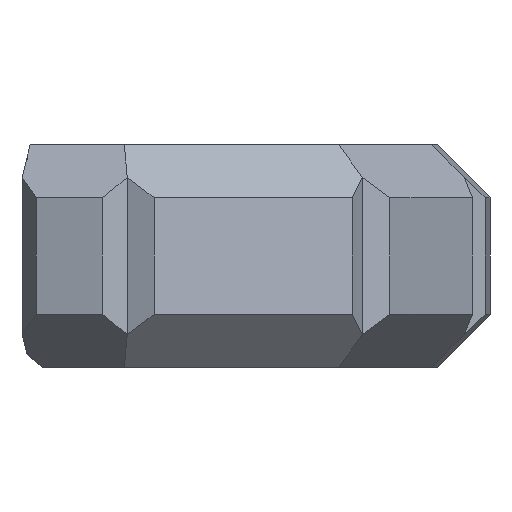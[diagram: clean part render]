
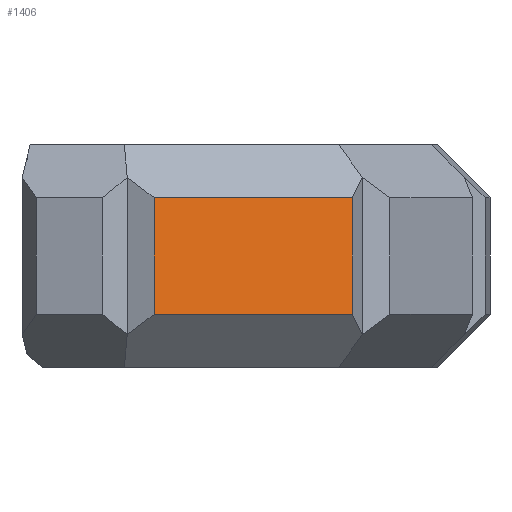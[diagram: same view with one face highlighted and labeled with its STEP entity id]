
A CAD part, left-side view. The second image highlights one B-rep face of the part: STEP entity #1406.
In plain terms, the highlighted planar face has unit normal (-0.908, -0.418, 0).
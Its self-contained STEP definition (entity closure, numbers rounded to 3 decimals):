
#104=FACE_OUTER_BOUND('',#178,.T.);
#178=EDGE_LOOP('',(#1008,#1009,#1010,#1011));
#291=LINE('',#2017,#483);
#294=LINE('',#2023,#486);
#298=LINE('',#2030,#490);
#299=LINE('',#2031,#491);
#483=VECTOR('',#1645,10.);
#486=VECTOR('',#1650,10.);
#490=VECTOR('',#1656,10.);
#491=VECTOR('',#1657,10.);
#664=VERTEX_POINT('',#2015);
#665=VERTEX_POINT('',#2016);
#666=VERTEX_POINT('',#2021);
#667=VERTEX_POINT('',#2022);
#795=EDGE_CURVE('',#664,#665,#291,.T.);
#798=EDGE_CURVE('',#666,#667,#294,.T.);
#802=EDGE_CURVE('',#667,#664,#298,.T.);
#803=EDGE_CURVE('',#665,#666,#299,.T.);
#1008=ORIENTED_EDGE('',*,*,#795,.F.);
#1009=ORIENTED_EDGE('',*,*,#802,.F.);
#1010=ORIENTED_EDGE('',*,*,#798,.F.);
#1011=ORIENTED_EDGE('',*,*,#803,.F.);
#1332=PLANE('',#1500);
#1406=ADVANCED_FACE('',(#104),#1332,.T.);
#1500=AXIS2_PLACEMENT_3D('',#2029,#1654,#1655);
#1645=DIRECTION('',(0.,0.,1.));
#1650=DIRECTION('',(0.,0.,-1.));
#1654=DIRECTION('center_axis',(-0.908,-0.418,0.));
#1655=DIRECTION('ref_axis',(0.,0.,1.));
#1656=DIRECTION('',(-0.418,0.908,0.));
#1657=DIRECTION('',(0.418,-0.908,0.));
#2015=CARTESIAN_POINT('',(-40.108,-6.132,-13.25));
#2016=CARTESIAN_POINT('',(-40.108,-6.132,-1.75));
#2017=CARTESIAN_POINT('',(-40.108,-6.132,1.125));
#2021=CARTESIAN_POINT('',(-31.105,-25.701,-1.75));
#2022=CARTESIAN_POINT('',(-31.105,-25.701,-13.25));
#2023=CARTESIAN_POINT('',(-31.105,-25.701,-6.625));
#2029=CARTESIAN_POINT('Origin',(-30.269,-27.518,2.));
#2030=CARTESIAN_POINT('',(-35.607,-15.917,-13.25));
#2031=CARTESIAN_POINT('',(-30.269,-27.518,-1.75));
